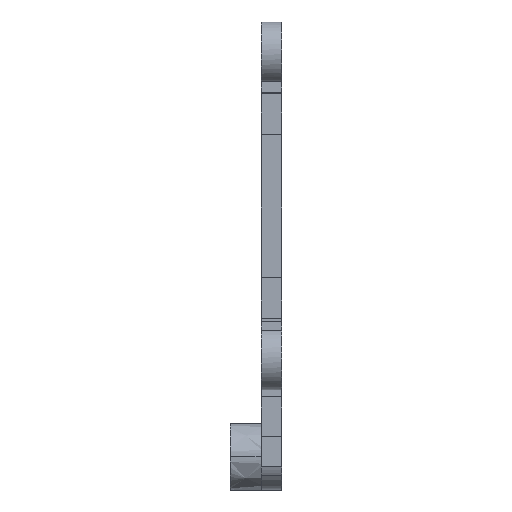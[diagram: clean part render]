
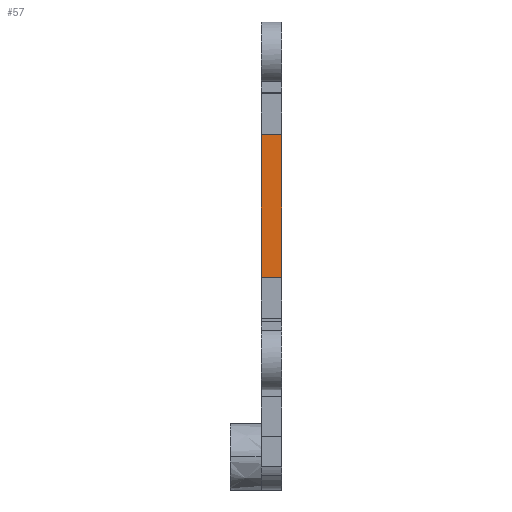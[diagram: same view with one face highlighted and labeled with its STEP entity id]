
A CAD part, left-side view. The second image highlights one B-rep face of the part: STEP entity #57.
In plain terms, the highlighted planar face has unit normal (-1, 0, 0).
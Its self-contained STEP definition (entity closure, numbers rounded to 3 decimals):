
#57=ADVANCED_FACE('',(#167),#1959,.T.);
#167=FACE_OUTER_BOUND('',#277,.T.);
#277=EDGE_LOOP('',(#457,#458,#459,#460));
#457=ORIENTED_EDGE('',*,*,#1069,.T.);
#458=ORIENTED_EDGE('',*,*,#1111,.T.);
#459=ORIENTED_EDGE('',*,*,#1110,.T.);
#460=ORIENTED_EDGE('',*,*,#1112,.T.);
#1069=EDGE_CURVE('',#1740,#1741,#1401,.T.);
#1110=EDGE_CURVE('',#1775,#1774,#1426,.T.);
#1111=EDGE_CURVE('',#1741,#1775,#1427,.T.);
#1112=EDGE_CURVE('',#1774,#1740,#1428,.T.);
#1401=B_SPLINE_CURVE_WITH_KNOTS('',1,(#3277,#3278),.UNSPECIFIED.,.F.,.F.,
(2,2),(-2.,0.),.UNSPECIFIED.);
#1426=B_SPLINE_CURVE_WITH_KNOTS('',1,(#3375,#3376),.UNSPECIFIED.,.F.,.F.,
(2,2),(-2.,0.),.UNSPECIFIED.);
#1427=B_SPLINE_CURVE_WITH_KNOTS('',1,(#3377,#3378),.UNSPECIFIED.,.F.,.F.,
(2,2),(-13.977,0.),.UNSPECIFIED.);
#1428=B_SPLINE_CURVE_WITH_KNOTS('',1,(#3379,#3380),.UNSPECIFIED.,.F.,.F.,
(2,2),(-13.977,0.),.UNSPECIFIED.);
#1740=VERTEX_POINT('',#3037);
#1741=VERTEX_POINT('',#3038);
#1774=VERTEX_POINT('',#3071);
#1775=VERTEX_POINT('',#3072);
#1959=PLANE('',#2085);
#2085=AXIS2_PLACEMENT_3D('',#2453,#2150,$);
#2150=DIRECTION('',(-1.,0.,0.));
#2453=CARTESIAN_POINT('',(-32.653,434.152,15.566));
#3037=CARTESIAN_POINT('',(-32.653,433.832,0.071));
#3038=CARTESIAN_POINT('',(-32.653,431.832,0.071));
#3071=CARTESIAN_POINT('',(-32.653,433.832,14.048));
#3072=CARTESIAN_POINT('',(-32.653,431.832,14.048));
#3277=CARTESIAN_POINT('',(-32.653,433.832,0.071));
#3278=CARTESIAN_POINT('',(-32.653,431.832,0.071));
#3375=CARTESIAN_POINT('',(-32.653,431.832,14.048));
#3376=CARTESIAN_POINT('',(-32.653,433.832,14.048));
#3377=CARTESIAN_POINT('',(-32.653,431.832,0.071));
#3378=CARTESIAN_POINT('',(-32.653,431.832,14.048));
#3379=CARTESIAN_POINT('',(-32.653,433.832,14.048));
#3380=CARTESIAN_POINT('',(-32.653,433.832,0.071));
